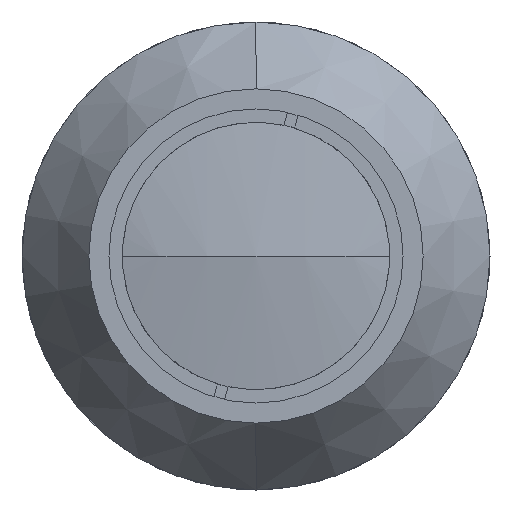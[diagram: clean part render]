
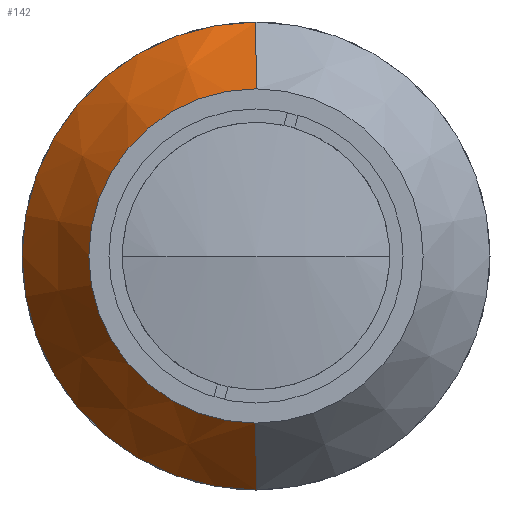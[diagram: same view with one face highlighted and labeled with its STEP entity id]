
A CAD part, left-side view. The second image highlights one B-rep face of the part: STEP entity #142.
In plain terms, the highlighted conical face has half-angle 35 degrees and reference radius 21 mm.
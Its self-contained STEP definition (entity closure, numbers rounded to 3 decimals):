
#106 = DIRECTION ( 'NONE',  ( 1., 0., 0. ) ) ;
#131 = DIRECTION ( 'NONE',  ( -1., 0., 0. ) ) ;
#142 = ADVANCED_FACE ( 'NONE', ( #1299 ), #1626, .T. ) ;
#179 = DIRECTION ( 'NONE',  ( 0., 0., 1. ) ) ;
#428 = CARTESIAN_POINT ( 'NONE',  ( 15., 0., -15. ) ) ;
#443 = CARTESIAN_POINT ( 'NONE',  ( 15., 0., 15. ) ) ;
#487 = DIRECTION ( 'NONE',  ( -1., 0., 0. ) ) ;
#619 = CARTESIAN_POINT ( 'NONE',  ( 23.569, 0., -21. ) ) ;
#621 = VECTOR ( 'NONE', #3626, 1000. ) ;
#818 = CIRCLE ( 'NONE', #4230, 15. ) ;
#1264 = CARTESIAN_POINT ( 'NONE',  ( 23.569, 0., 21. ) ) ;
#1299 = FACE_OUTER_BOUND ( 'NONE', #2342, .T. ) ;
#1323 = ORIENTED_EDGE ( 'NONE', *, *, #3898, .T. ) ;
#1626 = CONICAL_SURFACE ( 'NONE', #2754, 21., 0.611 ) ;
#2104 = LINE ( 'NONE', #2478, #621 ) ;
#2134 = CARTESIAN_POINT ( 'NONE',  ( 15., 0., 0. ) ) ;
#2223 = ORIENTED_EDGE ( 'NONE', *, *, #4952, .F. ) ;
#2280 = DIRECTION ( 'NONE',  ( 0.819, 0., 0.574 ) ) ;
#2342 = EDGE_LOOP ( 'NONE', ( #2223, #1323, #4815, #4128 ) ) ;
#2366 = EDGE_CURVE ( 'NONE', #3971, #2532, #3691, .T. ) ;
#2478 = CARTESIAN_POINT ( 'NONE',  ( 23.569, 0., -21. ) ) ;
#2481 = CARTESIAN_POINT ( 'NONE',  ( 23.569, 0., 0. ) ) ;
#2532 = VERTEX_POINT ( 'NONE', #619 ) ;
#2745 = EDGE_CURVE ( 'NONE', #4025, #2532, #2104, .T. ) ;
#2754 = AXIS2_PLACEMENT_3D ( 'NONE', #2481, #106, #3938 ) ;
#3258 = CARTESIAN_POINT ( 'NONE',  ( 23.569, 0., 0. ) ) ;
#3306 = DIRECTION ( 'NONE',  ( 0., 0., 1. ) ) ;
#3308 = VECTOR ( 'NONE', #2280, 1000. ) ;
#3626 = DIRECTION ( 'NONE',  ( 0.819, 0., -0.574 ) ) ;
#3691 = CIRCLE ( 'NONE', #4822, 21. ) ;
#3854 = LINE ( 'NONE', #4996, #3308 ) ;
#3898 = EDGE_CURVE ( 'NONE', #4400, #3971, #3854, .T. ) ;
#3938 = DIRECTION ( 'NONE',  ( 0., 0., -1. ) ) ;
#3971 = VERTEX_POINT ( 'NONE', #1264 ) ;
#4025 = VERTEX_POINT ( 'NONE', #428 ) ;
#4128 = ORIENTED_EDGE ( 'NONE', *, *, #2745, .F. ) ;
#4230 = AXIS2_PLACEMENT_3D ( 'NONE', #2134, #131, #179 ) ;
#4400 = VERTEX_POINT ( 'NONE', #443 ) ;
#4815 = ORIENTED_EDGE ( 'NONE', *, *, #2366, .T. ) ;
#4822 = AXIS2_PLACEMENT_3D ( 'NONE', #3258, #487, #3306 ) ;
#4952 = EDGE_CURVE ( 'NONE', #4400, #4025, #818, .T. ) ;
#4996 = CARTESIAN_POINT ( 'NONE',  ( 23.569, 0., 21. ) ) ;
